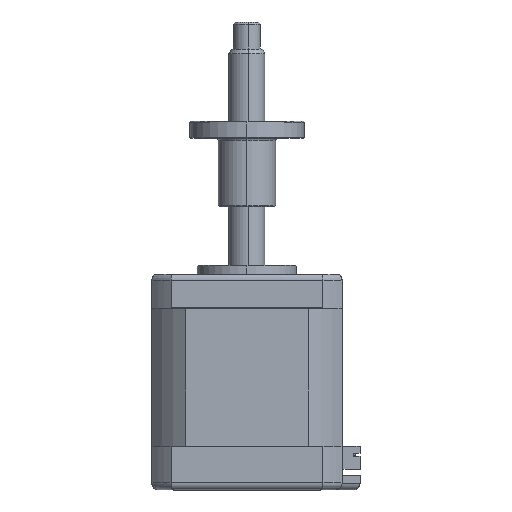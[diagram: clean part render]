
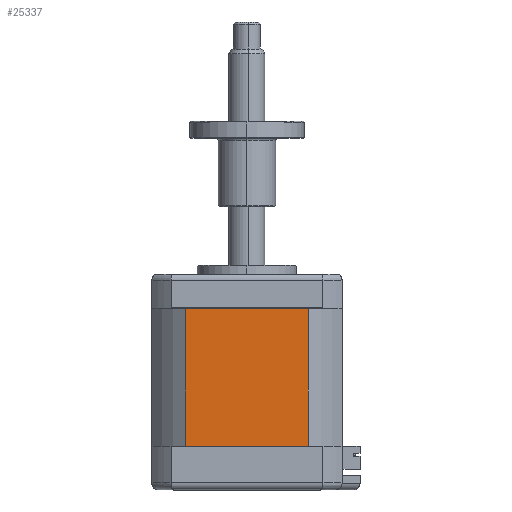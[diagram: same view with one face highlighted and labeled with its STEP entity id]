
A CAD part, top view. The second image highlights one B-rep face of the part: STEP entity #25337.
In plain terms, the highlighted planar face has unit normal (0, 0, 1).
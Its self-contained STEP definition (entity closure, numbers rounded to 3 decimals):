
#3513 = DIRECTION ( 'NONE',  ( 0., 1., 0. ) ) ;
#4501 = EDGE_CURVE ( 'NONE', #39340, #21319, #81642, .T. ) ;
#6475 = CARTESIAN_POINT ( 'NONE',  ( 13.594, -15.25, 21.1 ) ) ;
#8023 = DIRECTION ( 'NONE',  ( -1., 0., 0. ) ) ;
#9670 = DIRECTION ( 'NONE',  ( 0., 1., 0. ) ) ;
#9744 = VECTOR ( 'NONE', #3513, 1000. ) ;
#11838 = LINE ( 'NONE', #23203, #9744 ) ;
#11915 = LINE ( 'NONE', #42712, #80244 ) ;
#12216 = LINE ( 'NONE', #85889, #27725 ) ;
#13136 = DIRECTION ( 'NONE',  ( 1., 0., 0. ) ) ;
#16034 = EDGE_CURVE ( 'NONE', #46457, #39340, #11915, .T. ) ;
#18751 = AXIS2_PLACEMENT_3D ( 'NONE', #6475, #52797, #13136 ) ;
#21319 = VERTEX_POINT ( 'NONE', #80378 ) ;
#23203 = CARTESIAN_POINT ( 'NONE',  ( -13.594, -15.25, 21.1 ) ) ;
#23566 = CARTESIAN_POINT ( 'NONE',  ( 13.594, -15.25, 21.1 ) ) ;
#24085 = EDGE_LOOP ( 'NONE', ( #61311, #47872, #82078, #39372 ) ) ;
#25337 = ADVANCED_FACE ( 'NONE', ( #38249 ), #46166, .F. ) ;
#27725 = VECTOR ( 'NONE', #39611, 1000. ) ;
#28789 = VECTOR ( 'NONE', #8023, 1000. ) ;
#34361 = CARTESIAN_POINT ( 'NONE',  ( 13.594, 15.25, 21.1 ) ) ;
#38249 = FACE_OUTER_BOUND ( 'NONE', #24085, .T. ) ;
#39340 = VERTEX_POINT ( 'NONE', #63048 ) ;
#39372 = ORIENTED_EDGE ( 'NONE', *, *, #16034, .T. ) ;
#39611 = DIRECTION ( 'NONE',  ( -1., 0., 0. ) ) ;
#41893 = VERTEX_POINT ( 'NONE', #49656 ) ;
#42712 = CARTESIAN_POINT ( 'NONE',  ( 13.594, -15.25, 21.1 ) ) ;
#46166 = PLANE ( 'NONE',  #18751 ) ;
#46457 = VERTEX_POINT ( 'NONE', #23566 ) ;
#47872 = ORIENTED_EDGE ( 'NONE', *, *, #77999, .F. ) ;
#49656 = CARTESIAN_POINT ( 'NONE',  ( -13.594, -15.25, 21.1 ) ) ;
#52797 = DIRECTION ( 'NONE',  ( 0., 0., -1. ) ) ;
#57004 = EDGE_CURVE ( 'NONE', #46457, #41893, #12216, .T. ) ;
#61311 = ORIENTED_EDGE ( 'NONE', *, *, #4501, .T. ) ;
#63048 = CARTESIAN_POINT ( 'NONE',  ( 13.594, 15.25, 21.1 ) ) ;
#77999 = EDGE_CURVE ( 'NONE', #41893, #21319, #11838, .T. ) ;
#80244 = VECTOR ( 'NONE', #9670, 1000. ) ;
#80378 = CARTESIAN_POINT ( 'NONE',  ( -13.594, 15.25, 21.1 ) ) ;
#81642 = LINE ( 'NONE', #34361, #28789 ) ;
#82078 = ORIENTED_EDGE ( 'NONE', *, *, #57004, .F. ) ;
#85889 = CARTESIAN_POINT ( 'NONE',  ( 13.594, -15.25, 21.1 ) ) ;
